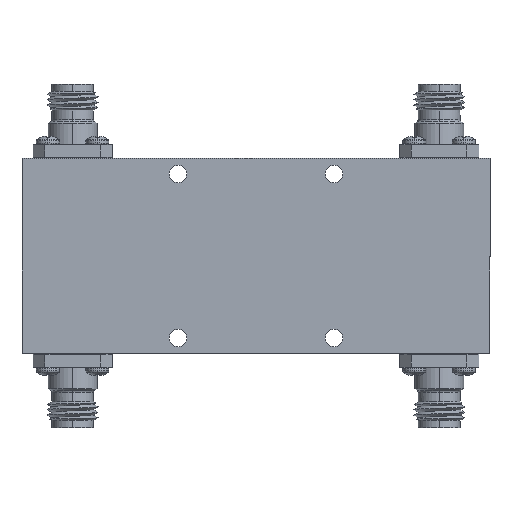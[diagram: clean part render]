
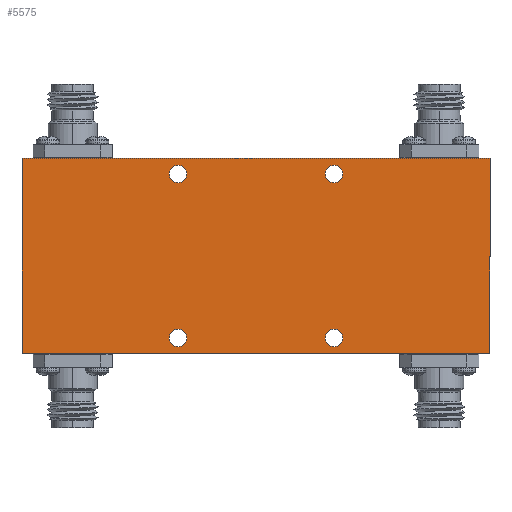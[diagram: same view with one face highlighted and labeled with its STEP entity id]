
A CAD part, top view. The second image highlights one B-rep face of the part: STEP entity #5575.
In plain terms, the highlighted planar face has unit normal (0, 0, 1).
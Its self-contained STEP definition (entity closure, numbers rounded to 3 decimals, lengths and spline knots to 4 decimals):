
#1700 = DIRECTION ( 'NONE',  ( -1., 0., 0. ) ) ;
#1991 = CARTESIAN_POINT ( 'NONE',  ( 0.3937, 0.4134, 0.4331 ) ) ;
#2990 = VECTOR ( 'NONE', #31735, 39.3701 ) ;
#3172 = VECTOR ( 'NONE', #24641, 39.3701 ) ;
#4328 = EDGE_LOOP ( 'NONE', ( #71183, #5020 ) ) ;
#4494 = AXIS2_PLACEMENT_3D ( 'NONE', #75279, #44456, #26116 ) ;
#5020 = ORIENTED_EDGE ( 'NONE', *, *, #57118, .F. ) ;
#5324 = CARTESIAN_POINT ( 'NONE',  ( 1.1811, -0.4921, 0.4331 ) ) ;
#5575 = ADVANCED_FACE ( 'NONE', ( #9142, #13079, #10141, #33626, #57029 ), #75201, .T. ) ;
#5754 = AXIS2_PLACEMENT_3D ( 'NONE', #1991, #34208, #53008 ) ;
#6397 = CARTESIAN_POINT ( 'NONE',  ( 0., 0., 0.4331 ) ) ;
#7276 = CIRCLE ( 'NONE', #51287, 0.0445 ) ;
#7428 = CARTESIAN_POINT ( 'NONE',  ( 0.3492, -0.4134, 0.4331 ) ) ;
#9142 = FACE_BOUND ( 'NONE', #65263, .T. ) ;
#9159 = EDGE_CURVE ( 'NONE', #69816, #24990, #63985, .T. ) ;
#10141 = FACE_BOUND ( 'NONE', #78214, .T. ) ;
#10248 = DIRECTION ( 'NONE',  ( 0., 1., 0. ) ) ;
#10576 = AXIS2_PLACEMENT_3D ( 'NONE', #34186, #21266, #34705 ) ;
#11294 = VERTEX_POINT ( 'NONE', #28875 ) ;
#12156 = ORIENTED_EDGE ( 'NONE', *, *, #15612, .F. ) ;
#13079 = FACE_BOUND ( 'NONE', #4328, .T. ) ;
#13145 = ORIENTED_EDGE ( 'NONE', *, *, #44712, .T. ) ;
#15384 = VECTOR ( 'NONE', #10248, 39.3701 ) ;
#15611 = LINE ( 'NONE', #26233, #2990 ) ;
#15612 = EDGE_CURVE ( 'NONE', #42531, #37409, #7276, .T. ) ;
#16675 = AXIS2_PLACEMENT_3D ( 'NONE', #6397, #18113, #44115 ) ;
#16691 = DIRECTION ( 'NONE',  ( 0., 0., 1. ) ) ;
#16954 = EDGE_CURVE ( 'NONE', #37409, #42531, #64933, .T. ) ;
#18113 = DIRECTION ( 'NONE',  ( 0., 0., 1. ) ) ;
#18878 = VERTEX_POINT ( 'NONE', #72336 ) ;
#19482 = ORIENTED_EDGE ( 'NONE', *, *, #37709, .T. ) ;
#19947 = CARTESIAN_POINT ( 'NONE',  ( 1.1811, 0.4921, 0.4331 ) ) ;
#20001 = CARTESIAN_POINT ( 'NONE',  ( 0.3492, 0.4134, 0.4331 ) ) ;
#20535 = EDGE_CURVE ( 'NONE', #40632, #70571, #29382, .T. ) ;
#21266 = DIRECTION ( 'NONE',  ( 0., 0., 1. ) ) ;
#23757 = ORIENTED_EDGE ( 'NONE', *, *, #20535, .F. ) ;
#24641 = DIRECTION ( 'NONE',  ( 1., 0., 0. ) ) ;
#24990 = VERTEX_POINT ( 'NONE', #62483 ) ;
#25175 = AXIS2_PLACEMENT_3D ( 'NONE', #53854, #16691, #41307 ) ;
#25344 = EDGE_CURVE ( 'NONE', #71138, #43559, #59370, .T. ) ;
#25798 = CARTESIAN_POINT ( 'NONE',  ( -0.4382, -0.4134, 0.4331 ) ) ;
#26116 = DIRECTION ( 'NONE',  ( 1., 0., 0. ) ) ;
#26233 = CARTESIAN_POINT ( 'NONE',  ( -1.1811, -0.4921, 0.4331 ) ) ;
#26755 = CARTESIAN_POINT ( 'NONE',  ( 1.1811, -0.4921, 0.4331 ) ) ;
#27174 = DIRECTION ( 'NONE',  ( 1., 0., 0. ) ) ;
#28875 = CARTESIAN_POINT ( 'NONE',  ( -1.1811, 0.4921, 0.4331 ) ) ;
#29382 = CIRCLE ( 'NONE', #4494, 0.0445 ) ;
#31735 = DIRECTION ( 'NONE',  ( 0., -1., 0. ) ) ;
#32470 = CIRCLE ( 'NONE', #5754, 0.0445 ) ;
#33626 = FACE_BOUND ( 'NONE', #44323, .T. ) ;
#34031 = CIRCLE ( 'NONE', #72340, 0.0445 ) ;
#34186 = CARTESIAN_POINT ( 'NONE',  ( -0.3937, -0.4134, 0.4331 ) ) ;
#34208 = DIRECTION ( 'NONE',  ( 0., 0., 1. ) ) ;
#34705 = DIRECTION ( 'NONE',  ( 1., 0., 0. ) ) ;
#34710 = EDGE_LOOP ( 'NONE', ( #13145, #19482, #75298, #45264 ) ) ;
#36514 = VERTEX_POINT ( 'NONE', #25798 ) ;
#37409 = VERTEX_POINT ( 'NONE', #47613 ) ;
#37709 = EDGE_CURVE ( 'NONE', #41224, #71138, #52965, .T. ) ;
#40054 = EDGE_CURVE ( 'NONE', #70571, #40632, #32470, .T. ) ;
#40537 = ORIENTED_EDGE ( 'NONE', *, *, #48717, .F. ) ;
#40632 = VERTEX_POINT ( 'NONE', #41681 ) ;
#40644 = DIRECTION ( 'NONE',  ( 0., 0., 1. ) ) ;
#41224 = VERTEX_POINT ( 'NONE', #71472 ) ;
#41307 = DIRECTION ( 'NONE',  ( 1., 0., 0. ) ) ;
#41681 = CARTESIAN_POINT ( 'NONE',  ( 0.4382, 0.4134, 0.4331 ) ) ;
#42531 = VERTEX_POINT ( 'NONE', #47063 ) ;
#43559 = VERTEX_POINT ( 'NONE', #54168 ) ;
#44115 = DIRECTION ( 'NONE',  ( 1., 0., 0. ) ) ;
#44323 = EDGE_LOOP ( 'NONE', ( #40537, #72269 ) ) ;
#44456 = DIRECTION ( 'NONE',  ( 0., 0., 1. ) ) ;
#44712 = EDGE_CURVE ( 'NONE', #11294, #41224, #15611, .T. ) ;
#45264 = ORIENTED_EDGE ( 'NONE', *, *, #57887, .T. ) ;
#45706 = VECTOR ( 'NONE', #1700, 39.3701 ) ;
#45791 = DIRECTION ( 'NONE',  ( 0., 0., 1. ) ) ;
#47063 = CARTESIAN_POINT ( 'NONE',  ( -0.3492, 0.4134, 0.4331 ) ) ;
#47613 = CARTESIAN_POINT ( 'NONE',  ( -0.4382, 0.4134, 0.4331 ) ) ;
#48717 = EDGE_CURVE ( 'NONE', #24990, #69816, #56358, .T. ) ;
#51287 = AXIS2_PLACEMENT_3D ( 'NONE', #52961, #71518, #59486 ) ;
#52679 = DIRECTION ( 'NONE',  ( 1., 0., 0. ) ) ;
#52785 = ORIENTED_EDGE ( 'NONE', *, *, #16954, .F. ) ;
#52961 = CARTESIAN_POINT ( 'NONE',  ( -0.3937, 0.4134, 0.4331 ) ) ;
#52965 = LINE ( 'NONE', #80708, #3172 ) ;
#53008 = DIRECTION ( 'NONE',  ( 1., 0., 0. ) ) ;
#53854 = CARTESIAN_POINT ( 'NONE',  ( -0.3937, 0.4134, 0.4331 ) ) ;
#53942 = AXIS2_PLACEMENT_3D ( 'NONE', #78110, #40644, #52679 ) ;
#54168 = CARTESIAN_POINT ( 'NONE',  ( 1.1811, 0.4921, 0.4331 ) ) ;
#56358 = CIRCLE ( 'NONE', #53942, 0.0445 ) ;
#57029 = FACE_OUTER_BOUND ( 'NONE', #34710, .T. ) ;
#57118 = EDGE_CURVE ( 'NONE', #36514, #18878, #34031, .T. ) ;
#57887 = EDGE_CURVE ( 'NONE', #43559, #11294, #74943, .T. ) ;
#58148 = DIRECTION ( 'NONE',  ( 0., 0., 1. ) ) ;
#59370 = LINE ( 'NONE', #5324, #15384 ) ;
#59486 = DIRECTION ( 'NONE',  ( 1., 0., 0. ) ) ;
#61450 = AXIS2_PLACEMENT_3D ( 'NONE', #64608, #45791, #27174 ) ;
#62483 = CARTESIAN_POINT ( 'NONE',  ( 0.4382, -0.4134, 0.4331 ) ) ;
#63483 = ORIENTED_EDGE ( 'NONE', *, *, #40054, .F. ) ;
#63985 = CIRCLE ( 'NONE', #61450, 0.0445 ) ;
#64434 = DIRECTION ( 'NONE',  ( 1., 0., 0. ) ) ;
#64608 = CARTESIAN_POINT ( 'NONE',  ( 0.3937, -0.4134, 0.4331 ) ) ;
#64707 = CARTESIAN_POINT ( 'NONE',  ( -0.3937, -0.4134, 0.4331 ) ) ;
#64933 = CIRCLE ( 'NONE', #25175, 0.0445 ) ;
#65263 = EDGE_LOOP ( 'NONE', ( #12156, #52785 ) ) ;
#69816 = VERTEX_POINT ( 'NONE', #7428 ) ;
#69870 = EDGE_CURVE ( 'NONE', #18878, #36514, #78647, .T. ) ;
#70571 = VERTEX_POINT ( 'NONE', #20001 ) ;
#71138 = VERTEX_POINT ( 'NONE', #26755 ) ;
#71183 = ORIENTED_EDGE ( 'NONE', *, *, #69870, .F. ) ;
#71472 = CARTESIAN_POINT ( 'NONE',  ( -1.1811, -0.4921, 0.4331 ) ) ;
#71518 = DIRECTION ( 'NONE',  ( 0., 0., 1. ) ) ;
#72269 = ORIENTED_EDGE ( 'NONE', *, *, #9159, .F. ) ;
#72336 = CARTESIAN_POINT ( 'NONE',  ( -0.3492, -0.4134, 0.4331 ) ) ;
#72340 = AXIS2_PLACEMENT_3D ( 'NONE', #64707, #58148, #64434 ) ;
#74943 = LINE ( 'NONE', #19947, #45706 ) ;
#75201 = PLANE ( 'NONE',  #16675 ) ;
#75279 = CARTESIAN_POINT ( 'NONE',  ( 0.3937, 0.4134, 0.4331 ) ) ;
#75298 = ORIENTED_EDGE ( 'NONE', *, *, #25344, .T. ) ;
#78110 = CARTESIAN_POINT ( 'NONE',  ( 0.3937, -0.4134, 0.4331 ) ) ;
#78214 = EDGE_LOOP ( 'NONE', ( #23757, #63483 ) ) ;
#78647 = CIRCLE ( 'NONE', #10576, 0.0445 ) ;
#80708 = CARTESIAN_POINT ( 'NONE',  ( 1.1811, -0.4921, 0.4331 ) ) ;
